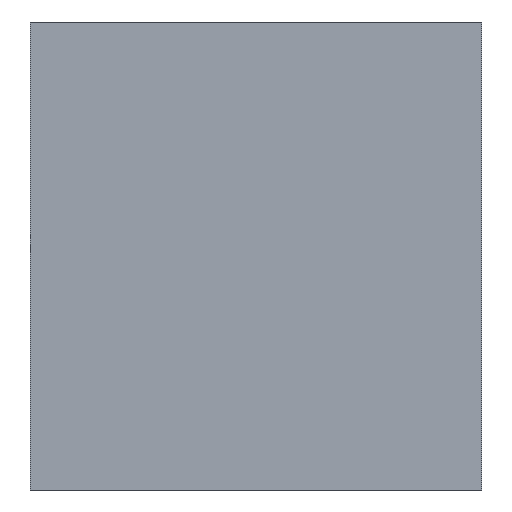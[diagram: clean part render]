
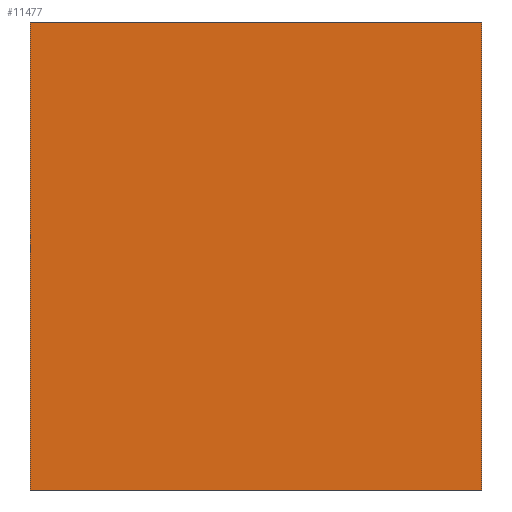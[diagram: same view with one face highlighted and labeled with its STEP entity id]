
A CAD part, front view. The second image highlights one B-rep face of the part: STEP entity #11477.
In plain terms, the highlighted planar face has unit normal (0, -1, 0).
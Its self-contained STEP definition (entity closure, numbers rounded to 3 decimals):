
#556 = VERTEX_POINT ( 'NONE', #3152 ) ;
#576 = DIRECTION ( 'NONE',  ( 1., 0., 0. ) ) ;
#638 = ORIENTED_EDGE ( 'NONE', *, *, #11446, .F. ) ;
#1084 = DIRECTION ( 'NONE',  ( 0., 0., 1. ) ) ;
#1172 = CARTESIAN_POINT ( 'NONE',  ( -4000., -1500., -300. ) ) ;
#1591 = CARTESIAN_POINT ( 'NONE',  ( -4000., -1500., 8000. ) ) ;
#1649 = DIRECTION ( 'NONE',  ( -1., 0., 0. ) ) ;
#2896 = ORIENTED_EDGE ( 'NONE', *, *, #11237, .F. ) ;
#2901 = CARTESIAN_POINT ( 'NONE',  ( 4000., -1500., -300. ) ) ;
#3152 = CARTESIAN_POINT ( 'NONE',  ( 4000., -1500., 8000. ) ) ;
#3558 = LINE ( 'NONE', #2901, #9297 ) ;
#3581 = ORIENTED_EDGE ( 'NONE', *, *, #12600, .F. ) ;
#3934 = FACE_OUTER_BOUND ( 'NONE', #6739, .T. ) ;
#4022 = LINE ( 'NONE', #5983, #5931 ) ;
#4602 = EDGE_CURVE ( 'NONE', #15329, #556, #4022, .T. ) ;
#5931 = VECTOR ( 'NONE', #14609, 1000. ) ;
#5983 = CARTESIAN_POINT ( 'NONE',  ( 4000., -1500., -300. ) ) ;
#6739 = EDGE_LOOP ( 'NONE', ( #15710, #638, #3581, #2896 ) ) ;
#6976 = CARTESIAN_POINT ( 'NONE',  ( 4000., -1500., -300. ) ) ;
#7000 = LINE ( 'NONE', #1591, #7380 ) ;
#7285 = CARTESIAN_POINT ( 'NONE',  ( -4000., -1500., -300. ) ) ;
#7380 = VECTOR ( 'NONE', #576, 1000. ) ;
#8533 = AXIS2_PLACEMENT_3D ( 'NONE', #15137, #11542, #1649 ) ;
#9050 = VERTEX_POINT ( 'NONE', #12151 ) ;
#9105 = VERTEX_POINT ( 'NONE', #1172 ) ;
#9297 = VECTOR ( 'NONE', #12684, 1000. ) ;
#11237 = EDGE_CURVE ( 'NONE', #15329, #9105, #3558, .T. ) ;
#11446 = EDGE_CURVE ( 'NONE', #9050, #556, #7000, .T. ) ;
#11477 = ADVANCED_FACE ( 'NONE', ( #3934 ), #12853, .F. ) ;
#11542 = DIRECTION ( 'NONE',  ( 0., 1., 0. ) ) ;
#12151 = CARTESIAN_POINT ( 'NONE',  ( -4000., -1500., 8000. ) ) ;
#12403 = VECTOR ( 'NONE', #1084, 1000. ) ;
#12600 = EDGE_CURVE ( 'NONE', #9105, #9050, #15657, .T. ) ;
#12684 = DIRECTION ( 'NONE',  ( -1., 0., 0. ) ) ;
#12853 = PLANE ( 'NONE',  #8533 ) ;
#14609 = DIRECTION ( 'NONE',  ( 0., 0., 1. ) ) ;
#15137 = CARTESIAN_POINT ( 'NONE',  ( 4000., -1500., -300. ) ) ;
#15329 = VERTEX_POINT ( 'NONE', #6976 ) ;
#15657 = LINE ( 'NONE', #7285, #12403 ) ;
#15710 = ORIENTED_EDGE ( 'NONE', *, *, #4602, .T. ) ;
